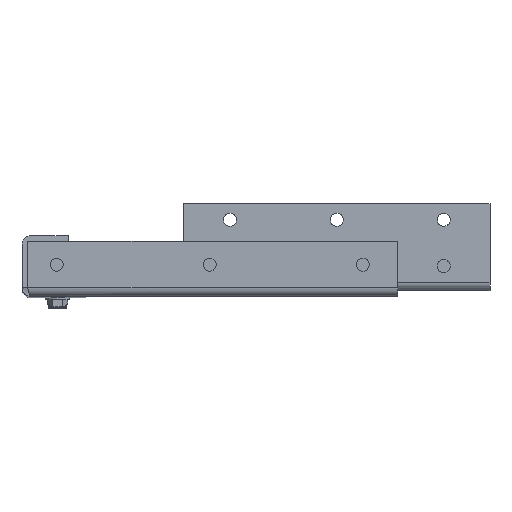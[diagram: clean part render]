
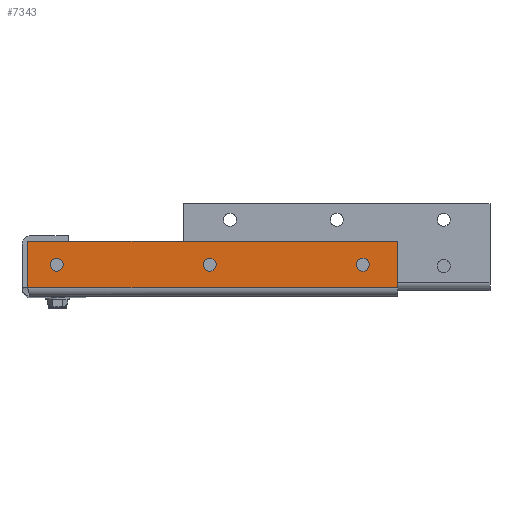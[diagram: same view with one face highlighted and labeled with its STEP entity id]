
A CAD part, top view. The second image highlights one B-rep face of the part: STEP entity #7343.
In plain terms, the highlighted planar face has unit normal (0, 0, 1).
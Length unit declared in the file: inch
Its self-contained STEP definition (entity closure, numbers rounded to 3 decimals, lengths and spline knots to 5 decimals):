
#237 = VERTEX_POINT ( 'NONE', #3667 ) ;
#308 = CARTESIAN_POINT ( 'NONE',  ( 7.5, 0.125, 7.625 ) ) ;
#319 = ORIENTED_EDGE ( 'NONE', *, *, #6531, .T. ) ;
#365 = DIRECTION ( 'NONE',  ( 0., 0., -1. ) ) ;
#387 = CIRCLE ( 'NONE', #2788, 0.1405 ) ;
#465 = EDGE_CURVE ( 'NONE', #237, #5621, #3734, .T. ) ;
#510 = EDGE_LOOP ( 'NONE', ( #4379, #4680, #3856, #1625 ) ) ;
#542 = DIRECTION ( 'NONE',  ( 0., 0., -1. ) ) ;
#601 = CARTESIAN_POINT ( 'NONE',  ( -0.49989, 0.185, 7.625 ) ) ;
#752 = AXIS2_PLACEMENT_3D ( 'NONE', #4649, #3641, #6377 ) ;
#825 = CARTESIAN_POINT ( 'NONE',  ( 3.297, 0.68625, 7.625 ) ) ;
#871 = CIRCLE ( 'NONE', #5073, 0.1405 ) ;
#874 = CIRCLE ( 'NONE', #5543, 0.1405 ) ;
#1033 = VERTEX_POINT ( 'NONE', #5553 ) ;
#1081 = ORIENTED_EDGE ( 'NONE', *, *, #5610, .T. ) ;
#1123 = VERTEX_POINT ( 'NONE', #825 ) ;
#1154 = EDGE_LOOP ( 'NONE', ( #1081, #319 ) ) ;
#1304 = AXIS2_PLACEMENT_3D ( 'NONE', #6321, #542, #1771 ) ;
#1340 = VERTEX_POINT ( 'NONE', #2441 ) ;
#1376 = CARTESIAN_POINT ( 'NONE',  ( 7.5, 0.125, 7.625 ) ) ;
#1387 = EDGE_CURVE ( 'NONE', #1033, #1340, #5903, .T. ) ;
#1528 = EDGE_CURVE ( 'NONE', #1123, #4931, #871, .T. ) ;
#1571 = VERTEX_POINT ( 'NONE', #3932 ) ;
#1580 = DIRECTION ( 'NONE',  ( 0., 0., -1. ) ) ;
#1625 = ORIENTED_EDGE ( 'NONE', *, *, #465, .F. ) ;
#1771 = DIRECTION ( 'NONE',  ( 1., 0., 0. ) ) ;
#1929 = FACE_BOUND ( 'NONE', #3110, .T. ) ;
#2142 = CARTESIAN_POINT ( 'NONE',  ( 6.75, 0.68625, 7.625 ) ) ;
#2215 = EDGE_CURVE ( 'NONE', #4931, #1123, #387, .T. ) ;
#2429 = FACE_BOUND ( 'NONE', #1154, .T. ) ;
#2441 = CARTESIAN_POINT ( 'NONE',  ( 6.6095, 0.68625, 7.625 ) ) ;
#2507 = FACE_OUTER_BOUND ( 'NONE', #510, .T. ) ;
#2611 = DIRECTION ( 'NONE',  ( 0., -1., 0. ) ) ;
#2749 = DIRECTION ( 'NONE',  ( 1., 0., 0. ) ) ;
#2788 = AXIS2_PLACEMENT_3D ( 'NONE', #3351, #1580, #3871 ) ;
#2835 = EDGE_CURVE ( 'NONE', #6106, #6736, #5917, .T. ) ;
#3032 = DIRECTION ( 'NONE',  ( 1., 0., 0. ) ) ;
#3110 = EDGE_LOOP ( 'NONE', ( #4405, #4424 ) ) ;
#3170 = DIRECTION ( 'NONE',  ( 0., 0., -1. ) ) ;
#3181 = LINE ( 'NONE', #4978, #4449 ) ;
#3196 = EDGE_CURVE ( 'NONE', #6106, #237, #5451, .T. ) ;
#3351 = CARTESIAN_POINT ( 'NONE',  ( 3.4375, 0.68625, 7.625 ) ) ;
#3525 = VECTOR ( 'NONE', #2611, 39.37008 ) ;
#3641 = DIRECTION ( 'NONE',  ( 0., 0., -1. ) ) ;
#3667 = CARTESIAN_POINT ( 'NONE',  ( 7.5, 0.185, 7.625 ) ) ;
#3734 = LINE ( 'NONE', #6677, #7264 ) ;
#3835 = ORIENTED_EDGE ( 'NONE', *, *, #1528, .T. ) ;
#3856 = ORIENTED_EDGE ( 'NONE', *, *, #4343, .T. ) ;
#3871 = DIRECTION ( 'NONE',  ( 1., 0., 0. ) ) ;
#3932 = CARTESIAN_POINT ( 'NONE',  ( 0.2655, 0.68625, 7.625 ) ) ;
#4186 = DIRECTION ( 'NONE',  ( 0., 0., -1. ) ) ;
#4218 = FACE_BOUND ( 'NONE', #5247, .T. ) ;
#4294 = DIRECTION ( 'NONE',  ( 0., -1., 0. ) ) ;
#4343 = EDGE_CURVE ( 'NONE', #6736, #5621, #3181, .T. ) ;
#4379 = ORIENTED_EDGE ( 'NONE', *, *, #3196, .F. ) ;
#4405 = ORIENTED_EDGE ( 'NONE', *, *, #1387, .T. ) ;
#4424 = ORIENTED_EDGE ( 'NONE', *, *, #5940, .T. ) ;
#4449 = VECTOR ( 'NONE', #4294, 39.37008 ) ;
#4480 = VERTEX_POINT ( 'NONE', #6855 ) ;
#4593 = AXIS2_PLACEMENT_3D ( 'NONE', #1376, #7098, #7139 ) ;
#4649 = CARTESIAN_POINT ( 'NONE',  ( 6.75, 0.68625, 7.625 ) ) ;
#4675 = CARTESIAN_POINT ( 'NONE',  ( 7.5, 1.1875, 7.625 ) ) ;
#4680 = ORIENTED_EDGE ( 'NONE', *, *, #2835, .T. ) ;
#4788 = CARTESIAN_POINT ( 'NONE',  ( 0.125, 0.68625, 7.625 ) ) ;
#4931 = VERTEX_POINT ( 'NONE', #6995 ) ;
#4978 = CARTESIAN_POINT ( 'NONE',  ( -0.49989, 0.125, 7.625 ) ) ;
#5073 = AXIS2_PLACEMENT_3D ( 'NONE', #5503, #365, #7270 ) ;
#5247 = EDGE_LOOP ( 'NONE', ( #7076, #3835 ) ) ;
#5404 = CIRCLE ( 'NONE', #6374, 0.1405 ) ;
#5451 = LINE ( 'NONE', #308, #3525 ) ;
#5498 = CARTESIAN_POINT ( 'NONE',  ( -0.49989, 1.1875, 7.625 ) ) ;
#5503 = CARTESIAN_POINT ( 'NONE',  ( 3.4375, 0.68625, 7.625 ) ) ;
#5543 = AXIS2_PLACEMENT_3D ( 'NONE', #4788, #4186, #3032 ) ;
#5553 = CARTESIAN_POINT ( 'NONE',  ( 6.8905, 0.68625, 7.625 ) ) ;
#5610 = EDGE_CURVE ( 'NONE', #1571, #4480, #6951, .T. ) ;
#5621 = VERTEX_POINT ( 'NONE', #601 ) ;
#5903 = CIRCLE ( 'NONE', #752, 0.1405 ) ;
#5917 = LINE ( 'NONE', #4675, #7250 ) ;
#5940 = EDGE_CURVE ( 'NONE', #1340, #1033, #5404, .T. ) ;
#6063 = DIRECTION ( 'NONE',  ( -1., 0., 0. ) ) ;
#6106 = VERTEX_POINT ( 'NONE', #7110 ) ;
#6321 = CARTESIAN_POINT ( 'NONE',  ( 0.125, 0.68625, 7.625 ) ) ;
#6374 = AXIS2_PLACEMENT_3D ( 'NONE', #2142, #3170, #2749 ) ;
#6377 = DIRECTION ( 'NONE',  ( 1., 0., 0. ) ) ;
#6521 = PLANE ( 'NONE',  #4593 ) ;
#6531 = EDGE_CURVE ( 'NONE', #4480, #1571, #874, .T. ) ;
#6677 = CARTESIAN_POINT ( 'NONE',  ( -0.44, 0.185, 7.625 ) ) ;
#6736 = VERTEX_POINT ( 'NONE', #5498 ) ;
#6855 = CARTESIAN_POINT ( 'NONE',  ( -0.0155, 0.68625, 7.625 ) ) ;
#6951 = CIRCLE ( 'NONE', #1304, 0.1405 ) ;
#6995 = CARTESIAN_POINT ( 'NONE',  ( 3.578, 0.68625, 7.625 ) ) ;
#7037 = DIRECTION ( 'NONE',  ( -1., 0., 0. ) ) ;
#7076 = ORIENTED_EDGE ( 'NONE', *, *, #2215, .T. ) ;
#7098 = DIRECTION ( 'NONE',  ( 0., 0., 1. ) ) ;
#7110 = CARTESIAN_POINT ( 'NONE',  ( 7.5, 1.1875, 7.625 ) ) ;
#7139 = DIRECTION ( 'NONE',  ( 1., 0., 0. ) ) ;
#7250 = VECTOR ( 'NONE', #7037, 39.37008 ) ;
#7264 = VECTOR ( 'NONE', #6063, 39.37008 ) ;
#7270 = DIRECTION ( 'NONE',  ( 1., 0., 0. ) ) ;
#7343 = ADVANCED_FACE ( 'NONE', ( #2507, #2429, #4218, #1929 ), #6521, .T. ) ;
